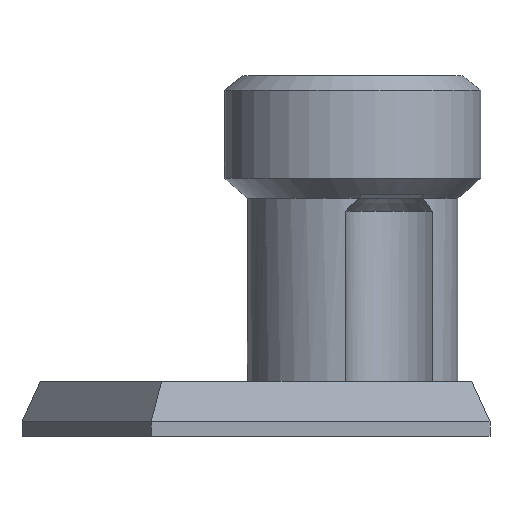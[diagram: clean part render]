
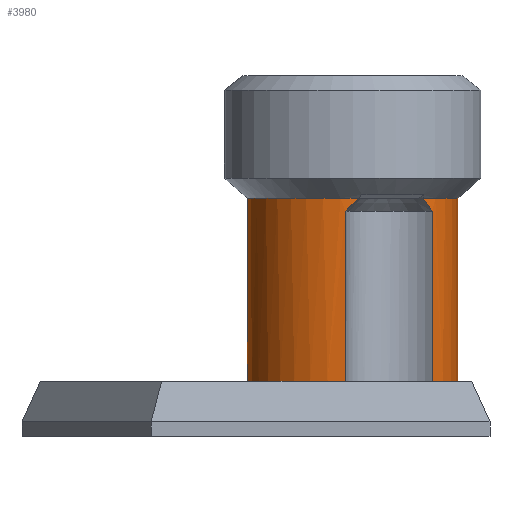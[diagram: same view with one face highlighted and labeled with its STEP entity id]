
A CAD part, front view. The second image highlights one B-rep face of the part: STEP entity #3980.
In plain terms, the highlighted cylindrical face has radius 5.75 mm (diameter 11.5 mm), a partial arc.
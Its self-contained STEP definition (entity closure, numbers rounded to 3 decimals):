
#309=FACE_OUTER_BOUND('',#526,.T.);
#526=EDGE_LOOP('',(#2866,#2867,#2868,#2869,#2870,#2871,#2872));
#743=CIRCLE('',#4221,5.75);
#744=CIRCLE('',#4222,5.75);
#745=CIRCLE('',#4224,5.75);
#803=B_SPLINE_CURVE_WITH_KNOTS('',3,(#7349,#7350,#7351,#7352),
 .UNSPECIFIED.,.F.,.F.,(4,4),(0.018,0.116),
 .UNSPECIFIED.);
#804=B_SPLINE_CURVE_WITH_KNOTS('',3,(#7359,#7360,#7361,#7362),
 .UNSPECIFIED.,.F.,.F.,(4,4),(0.648,0.746),
 .UNSPECIFIED.);
#822=LINE('',#7354,#1289);
#823=LINE('',#7358,#1290);
#1289=VECTOR('',#4506,10.);
#1290=VECTOR('',#4509,10.);
#1783=VERTEX_POINT('',#7333);
#1784=VERTEX_POINT('',#7335);
#1785=VERTEX_POINT('',#7341);
#1786=VERTEX_POINT('',#7348);
#1787=VERTEX_POINT('',#7353);
#1788=VERTEX_POINT('',#7355);
#1789=VERTEX_POINT('',#7357);
#2201=EDGE_CURVE('',#1784,#1783,#743,.T.);
#2204=EDGE_CURVE('',#1783,#1785,#744,.T.);
#2205=EDGE_CURVE('',#1786,#1785,#803,.T.);
#2206=EDGE_CURVE('',#1786,#1787,#822,.T.);
#2207=EDGE_CURVE('',#1787,#1788,#745,.T.);
#2208=EDGE_CURVE('',#1788,#1789,#823,.T.);
#2209=EDGE_CURVE('',#1784,#1789,#804,.T.);
#2866=ORIENTED_EDGE('',*,*,#2201,.T.);
#2867=ORIENTED_EDGE('',*,*,#2204,.T.);
#2868=ORIENTED_EDGE('',*,*,#2205,.F.);
#2869=ORIENTED_EDGE('',*,*,#2206,.T.);
#2870=ORIENTED_EDGE('',*,*,#2207,.T.);
#2871=ORIENTED_EDGE('',*,*,#2208,.T.);
#2872=ORIENTED_EDGE('',*,*,#2209,.F.);
#3948=CYLINDRICAL_SURFACE('',#4223,5.75);
#3980=ADVANCED_FACE('',(#309),#3948,.T.);
#4221=AXIS2_PLACEMENT_3D('',#7336,#4500,#4501);
#4222=AXIS2_PLACEMENT_3D('',#7346,#4502,#4503);
#4223=AXIS2_PLACEMENT_3D('',#7347,#4504,#4505);
#4224=AXIS2_PLACEMENT_3D('',#7356,#4507,#4508);
#4500=DIRECTION('center_axis',(0.,0.,-1.));
#4501=DIRECTION('ref_axis',(1.,0.,0.));
#4502=DIRECTION('center_axis',(0.,0.,-1.));
#4503=DIRECTION('ref_axis',(1.,0.,0.));
#4504=DIRECTION('center_axis',(0.,0.,1.));
#4505=DIRECTION('ref_axis',(-0.385,0.923,0.));
#4506=DIRECTION('',(0.,0.,-1.));
#4507=DIRECTION('center_axis',(0.,0.,1.));
#4508=DIRECTION('ref_axis',(1.,0.,0.));
#4509=DIRECTION('',(0.,0.,1.));
#7333=CARTESIAN_POINT('',(23.8,9.9,10.));
#7335=CARTESIAN_POINT('',(18.365,4.159,10.));
#7336=CARTESIAN_POINT('Origin',(18.05,9.9,10.));
#7341=CARTESIAN_POINT('',(21.905,5.633,10.));
#7346=CARTESIAN_POINT('Origin',(18.05,9.9,10.));
#7347=CARTESIAN_POINT('Origin',(18.05,9.9,-1.));
#7348=CARTESIAN_POINT('',(22.397,6.136,9.3));
#7349=CARTESIAN_POINT('Ctrl Pts',(22.397,6.136,9.3));
#7350=CARTESIAN_POINT('Ctrl Pts',(22.245,5.961,9.532));
#7351=CARTESIAN_POINT('Ctrl Pts',(22.08,5.791,9.768));
#7352=CARTESIAN_POINT('Ctrl Pts',(21.905,5.633,10.));
#7353=CARTESIAN_POINT('',(22.397,6.136,0.));
#7354=CARTESIAN_POINT('',(22.397,6.136,-1.));
#7355=CARTESIAN_POINT('',(17.662,4.163,0.));
#7356=CARTESIAN_POINT('Origin',(18.05,9.9,0.));
#7357=CARTESIAN_POINT('',(17.662,4.163,9.3));
#7358=CARTESIAN_POINT('',(17.662,4.163,-1.));
#7359=CARTESIAN_POINT('Ctrl Pts',(18.365,4.159,10.));
#7360=CARTESIAN_POINT('Ctrl Pts',(18.13,4.146,9.768));
#7361=CARTESIAN_POINT('Ctrl Pts',(17.893,4.147,9.532));
#7362=CARTESIAN_POINT('Ctrl Pts',(17.662,4.163,9.3));
